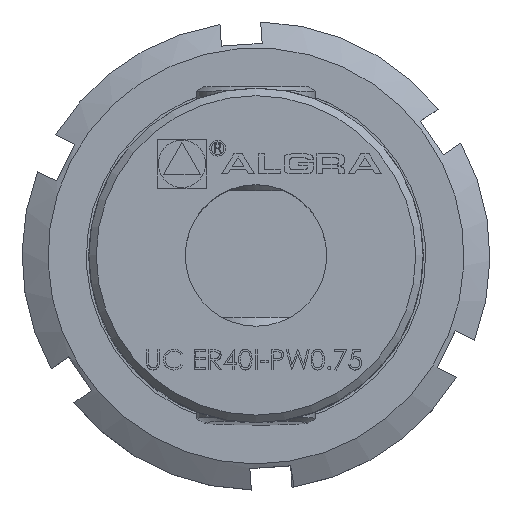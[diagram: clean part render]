
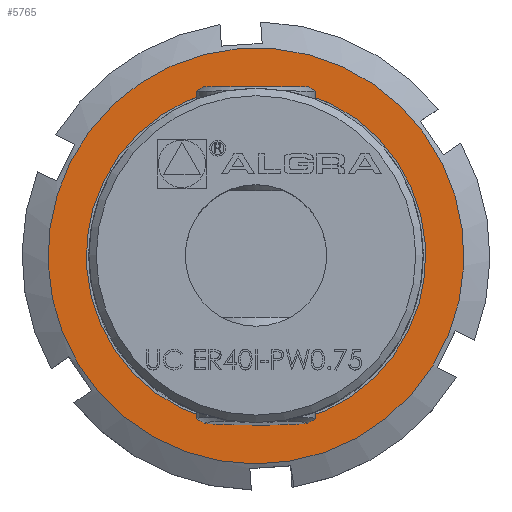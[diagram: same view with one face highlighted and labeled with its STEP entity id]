
A CAD part, top view. The second image highlights one B-rep face of the part: STEP entity #5765.
In plain terms, the highlighted planar face has unit normal (0, 0, 1).
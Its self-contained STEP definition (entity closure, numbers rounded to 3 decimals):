
#37 = ORIENTED_EDGE ( 'NONE', *, *, #4124, .T. ) ;
#1288 = FACE_OUTER_BOUND ( 'NONE', #16248, .T. ) ;
#2047 = CARTESIAN_POINT ( 'NONE',  ( -15.597, 23.254, 0.9 ) ) ;
#2156 = VERTEX_POINT ( 'NONE', #2047 ) ;
#3204 = CIRCLE ( 'NONE', #5649, 22.85 ) ;
#3798 = DIRECTION ( 'NONE',  ( 0., 0., 1. ) ) ;
#4084 = AXIS2_PLACEMENT_3D ( 'NONE', #17328, #17534, #14083 ) ;
#4124 = EDGE_CURVE ( 'NONE', #2156, #2156, #9260, .T. ) ;
#5649 = AXIS2_PLACEMENT_3D ( 'NONE', #12237, #3798, #17019 ) ;
#5765 = ADVANCED_FACE ( 'Defeature completata1_32', ( #9599, #1288 ), #9487, .F. ) ;
#7448 = CARTESIAN_POINT ( 'NONE',  ( -12.728, 18.977, 0.9 ) ) ;
#9260 = CIRCLE ( 'NONE', #4084, 28. ) ;
#9487 = PLANE ( 'NONE',  #17576 ) ;
#9599 = FACE_BOUND ( 'NONE', #18680, .T. ) ;
#12237 = CARTESIAN_POINT ( 'NONE',  ( 0., 0., 0.9 ) ) ;
#12846 = DIRECTION ( 'NONE',  ( 0., 0., -1. ) ) ;
#12953 = DIRECTION ( 'NONE',  ( 0.557, -0.83, 0. ) ) ;
#14083 = DIRECTION ( 'NONE',  ( -0.557, 0.83, 0. ) ) ;
#15128 = EDGE_CURVE ( 'NONE', #18783, #18783, #3204, .T. ) ;
#16110 = CARTESIAN_POINT ( 'NONE',  ( -23.254, -15.597, 0.9 ) ) ;
#16248 = EDGE_LOOP ( 'NONE', ( #37 ) ) ;
#16889 = ORIENTED_EDGE ( 'NONE', *, *, #15128, .F. ) ;
#17019 = DIRECTION ( 'NONE',  ( -0.557, 0.83, 0. ) ) ;
#17328 = CARTESIAN_POINT ( 'NONE',  ( 0., 0., 0.9 ) ) ;
#17534 = DIRECTION ( 'NONE',  ( 0., 0., 1. ) ) ;
#17576 = AXIS2_PLACEMENT_3D ( 'NONE', #16110, #12846, #12953 ) ;
#18680 = EDGE_LOOP ( 'NONE', ( #16889 ) ) ;
#18783 = VERTEX_POINT ( 'NONE', #7448 ) ;
